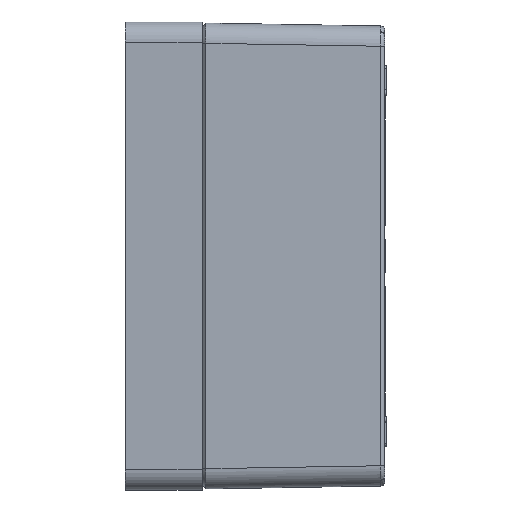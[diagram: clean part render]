
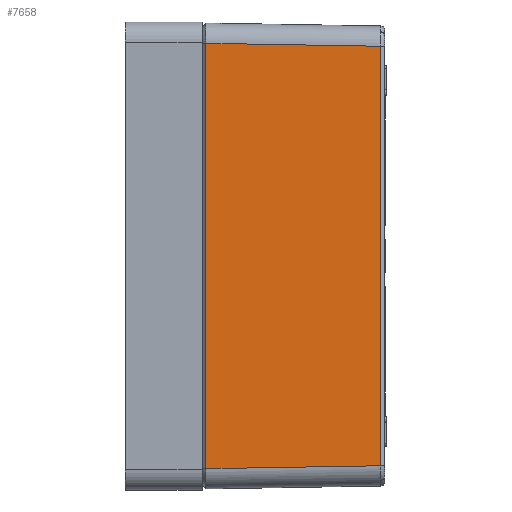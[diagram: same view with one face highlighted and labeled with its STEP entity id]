
A CAD part, left-side view. The second image highlights one B-rep face of the part: STEP entity #7658.
In plain terms, the highlighted planar face has unit normal (-1, -0.017, 0).
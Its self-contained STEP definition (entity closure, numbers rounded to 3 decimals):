
#332 = VECTOR ( 'NONE', #13884, 1000. ) ;
#704 = LINE ( 'NONE', #36443, #22200 ) ;
#2024 = EDGE_CURVE ( 'NONE', #31286, #48908, #704, .T. ) ;
#5314 = DIRECTION ( 'NONE',  ( 0.017, -1., 0. ) ) ;
#5380 = VERTEX_POINT ( 'NONE', #24832 ) ;
#5499 = AXIS2_PLACEMENT_3D ( 'NONE', #49587, #29499, #5314 ) ;
#7658 = ADVANCED_FACE ( 'NONE', ( #42913 ), #41504, .T. ) ;
#9655 = CARTESIAN_POINT ( 'NONE',  ( -138.534, -88.033, 103.503 ) ) ;
#12233 = DIRECTION ( 'NONE',  ( -0.017, 1., 0.017 ) ) ;
#13199 = ORIENTED_EDGE ( 'NONE', *, *, #26483, .T. ) ;
#13884 = DIRECTION ( 'NONE',  ( 0., 0., 1. ) ) ;
#16512 = ORIENTED_EDGE ( 'NONE', *, *, #40007, .T. ) ;
#19243 = VECTOR ( 'NONE', #25848, 1000. ) ;
#20509 = LINE ( 'NONE', #45966, #19243 ) ;
#20739 = CARTESIAN_POINT ( 'NONE',  ( -139.97, -1.788, -115. ) ) ;
#20891 = VERTEX_POINT ( 'NONE', #22951 ) ;
#22200 = VECTOR ( 'NONE', #12233, 1000. ) ;
#22951 = CARTESIAN_POINT ( 'NONE',  ( -139.97, -1.788, -104.972 ) ) ;
#24832 = CARTESIAN_POINT ( 'NONE',  ( -138.534, -88.033, -103.535 ) ) ;
#25848 = DIRECTION ( 'NONE',  ( 0.017, -1., 0.017 ) ) ;
#26411 = EDGE_LOOP ( 'NONE', ( #16512, #44560, #27850, #13199 ) ) ;
#26483 = EDGE_CURVE ( 'NONE', #48908, #20891, #39725, .T. ) ;
#27850 = ORIENTED_EDGE ( 'NONE', *, *, #2024, .T. ) ;
#29499 = DIRECTION ( 'NONE',  ( -1., -0.017, 0. ) ) ;
#31286 = VERTEX_POINT ( 'NONE', #38649 ) ;
#32610 = LINE ( 'NONE', #9655, #332 ) ;
#36443 = CARTESIAN_POINT ( 'NONE',  ( -139.939, -3.661, 104.94 ) ) ;
#38178 = EDGE_CURVE ( 'NONE', #5380, #31286, #32610, .T. ) ;
#38649 = CARTESIAN_POINT ( 'NONE',  ( -138.534, -88.033, 103.535 ) ) ;
#39641 = CARTESIAN_POINT ( 'NONE',  ( -139.97, -1.788, 104.972 ) ) ;
#39725 = LINE ( 'NONE', #20739, #40987 ) ;
#40007 = EDGE_CURVE ( 'NONE', #20891, #5380, #20509, .T. ) ;
#40987 = VECTOR ( 'NONE', #44968, 1000. ) ;
#41504 = PLANE ( 'NONE',  #5499 ) ;
#42913 = FACE_OUTER_BOUND ( 'NONE', #26411, .T. ) ;
#44560 = ORIENTED_EDGE ( 'NONE', *, *, #38178, .T. ) ;
#44968 = DIRECTION ( 'NONE',  ( 0., 0., -1. ) ) ;
#45966 = CARTESIAN_POINT ( 'NONE',  ( -140.003, 0.166, -105.004 ) ) ;
#48908 = VERTEX_POINT ( 'NONE', #39641 ) ;
#49587 = CARTESIAN_POINT ( 'NONE',  ( -140., 0., -115. ) ) ;
